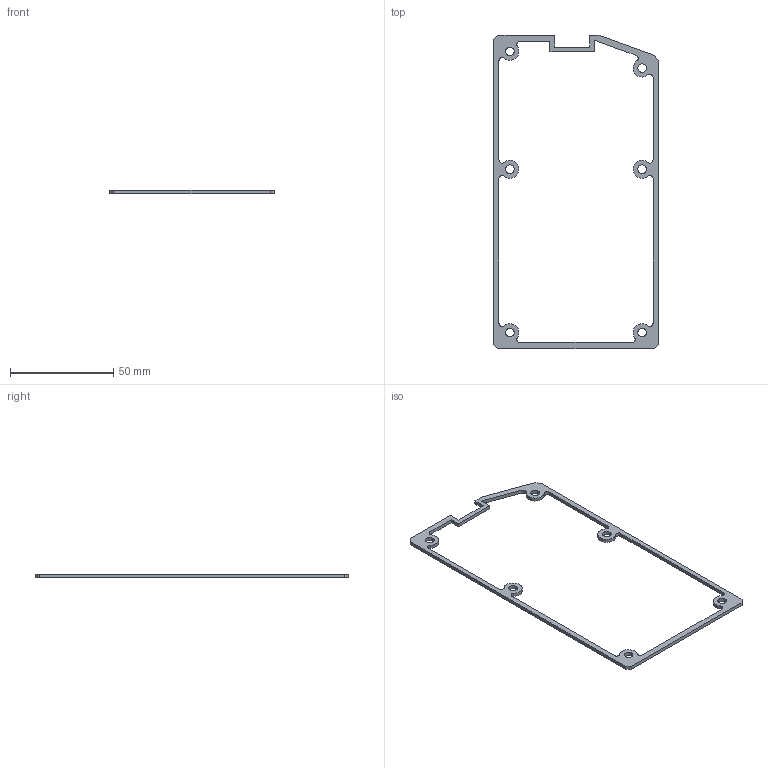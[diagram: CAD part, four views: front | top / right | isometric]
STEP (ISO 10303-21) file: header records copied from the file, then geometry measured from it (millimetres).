
FILE_DESCRIPTION(/* description */ (''),/* implementation_level */ '2;1');
FILE_NAME(/* name */ 'Component_Thor A1M1900XXL MOD2 Gasket.step',/* time_stamp */ '2025-05-18T21:31:52-05:00',/* author */ (''),/* organization */ (''),/* preprocessor_version */ 'ST-DEVELOPER v20.1',/* originating_system */ 'Autodesk Translation Framework v14.4.0.0',/* authorisation */ '');
FILE_SCHEMA (('AUTOMOTIVE_DESIGN { 1 0 10303 214 3 1 1 }'));
Length unit declared in the file: millimetre
Products named in the file (1): 2025-05-18-21-31-52-569
Bounding box: 79.5 x 151.5 x 1.75 mm (x, y, z)
Volume: 2702.6 mm3; surface area: 4875.5 mm2
Topology: 1 solids, 1 shells, 49 faces, 141 edges, 94 vertices
Faces by surface type: plane 25, cylinder 24
Full cylindrical faces by diameter (mm): 4.2 x6
Entity records: 1684 total; most frequent: DIRECTION 289, CARTESIAN_POINT 285, ORIENTED_EDGE 282, EDGE_CURVE 141, AXIS2_PLACEMENT_3D 98, VERTEX_POINT 94, LINE 93, VECTOR 93
